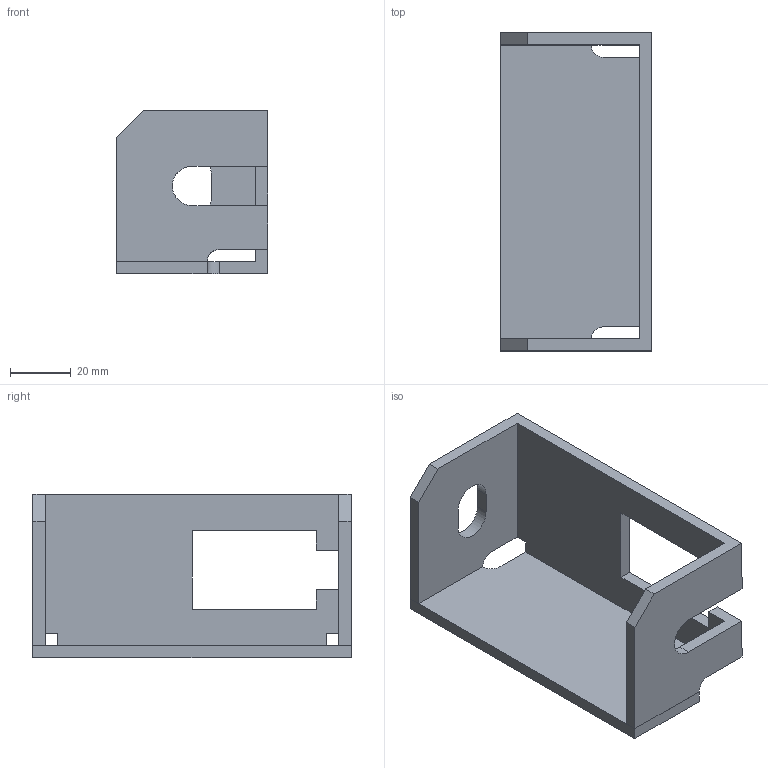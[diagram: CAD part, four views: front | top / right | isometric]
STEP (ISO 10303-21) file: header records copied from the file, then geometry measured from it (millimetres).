
FILE_DESCRIPTION(/* description */ (''),/* implementation_level */ '2;1');
FILE_NAME(/* name */ '6418198',/* time_stamp */ '2014-01-15T09:16:11+01:00',/* author */ (''),/* organization */ (''),/* preprocessor_version */ 'ST-DEVELOPER v15',/* originating_system */ '',/* authorisation */ '');
FILE_SCHEMA (('CONFIG_CONTROL_DESIGN'));
Length unit declared in the file: millimetre
Products named in the file (1): Document
Bounding box: 50 x 105 x 54 mm (x, y, z)
Volume: 50790.4 mm3; surface area: 29069.1 mm2
Topology: 1 solids, 1 shells, 41 faces, 123 edges, 82 vertices
Faces by surface type: plane 33, bspline 8
Entity records: 1410 total; most frequent: CARTESIAN_POINT 534, ORIENTED_EDGE 246, EDGE_CURVE 123, B_SPLINE_CURVE_WITH_KNOTS 107, VERTEX_POINT 82, EDGE_LOOP 43, ADVANCED_FACE 41, FACE_OUTER_BOUND 41
